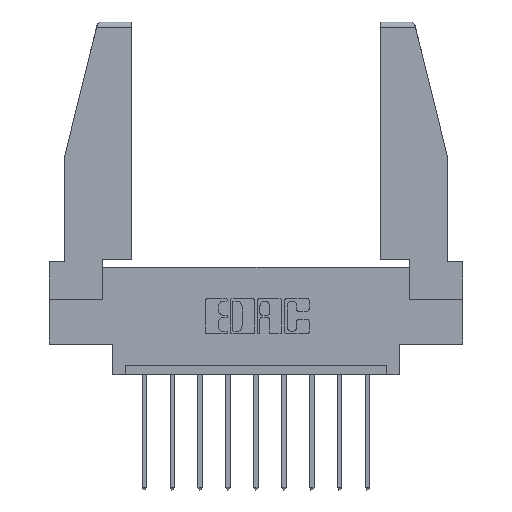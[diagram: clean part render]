
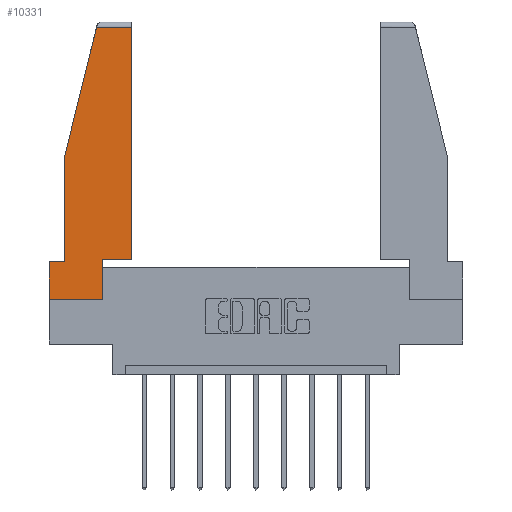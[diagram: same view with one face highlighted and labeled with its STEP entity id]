
A CAD part, top view. The second image highlights one B-rep face of the part: STEP entity #10331.
In plain terms, the highlighted planar face has unit normal (0, 0, 1).
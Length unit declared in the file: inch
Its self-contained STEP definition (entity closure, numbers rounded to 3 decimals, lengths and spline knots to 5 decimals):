
#150 = EDGE_CURVE ( 'NONE', #6421, #2694, #11126, .T. ) ;
#731 = LINE ( 'NONE', #8159, #1895 ) ;
#778 = DIRECTION ( 'NONE',  ( -1., 0., 0. ) ) ;
#1328 = DIRECTION ( 'NONE',  ( 1., 0., 0. ) ) ;
#1426 = CARTESIAN_POINT ( 'NONE',  ( 0.461, 0.223, 0. ) ) ;
#1636 = CARTESIAN_POINT ( 'NONE',  ( 0.086, 0.8, 0. ) ) ;
#1672 = VERTEX_POINT ( 'NONE', #10994 ) ;
#1895 = VECTOR ( 'NONE', #778, 39.37008 ) ;
#1904 = EDGE_CURVE ( 'NONE', #7077, #12996, #2270, .T. ) ;
#2245 = AXIS2_PLACEMENT_3D ( 'NONE', #13335, #3956, #9159 ) ;
#2270 = LINE ( 'NONE', #5293, #4749 ) ;
#2481 = ORIENTED_EDGE ( 'NONE', *, *, #7496, .T. ) ;
#2551 = VERTEX_POINT ( 'NONE', #12401 ) ;
#2642 = ORIENTED_EDGE ( 'NONE', *, *, #150, .T. ) ;
#2694 = VERTEX_POINT ( 'NONE', #8597 ) ;
#2794 = VECTOR ( 'NONE', #13096, 39.37008 ) ;
#2820 = EDGE_CURVE ( 'NONE', #2694, #7077, #4175, .T. ) ;
#2844 = ORIENTED_EDGE ( 'NONE', *, *, #1904, .T. ) ;
#2908 = ORIENTED_EDGE ( 'NONE', *, *, #10296, .T. ) ;
#3096 = LINE ( 'NONE', #3997, #10293 ) ;
#3612 = VECTOR ( 'NONE', #6045, 39.37008 ) ;
#3789 = EDGE_CURVE ( 'NONE', #2551, #5837, #12830, .T. ) ;
#3956 = DIRECTION ( 'NONE',  ( 0., 0., 1. ) ) ;
#3965 = ORIENTED_EDGE ( 'NONE', *, *, #3789, .T. ) ;
#3997 = CARTESIAN_POINT ( 'NONE',  ( 0.297, 0., 0. ) ) ;
#4175 = LINE ( 'NONE', #1636, #10540 ) ;
#4399 = DIRECTION ( 'NONE',  ( 1., 0., 0. ) ) ;
#4749 = VECTOR ( 'NONE', #7212, 39.37008 ) ;
#4901 = VECTOR ( 'NONE', #4399, 39.37008 ) ;
#4921 = LINE ( 'NONE', #8062, #7355 ) ;
#5002 = PLANE ( 'NONE',  #2245 ) ;
#5293 = CARTESIAN_POINT ( 'NONE',  ( 0., 0.21, 0. ) ) ;
#5537 = LINE ( 'NONE', #12891, #4901 ) ;
#5837 = VERTEX_POINT ( 'NONE', #1426 ) ;
#6045 = DIRECTION ( 'NONE',  ( 0., -1., 0. ) ) ;
#6160 = EDGE_CURVE ( 'NONE', #1672, #2551, #3096, .T. ) ;
#6421 = VERTEX_POINT ( 'NONE', #10871 ) ;
#6520 = CARTESIAN_POINT ( 'NONE',  ( 0., 0., 0. ) ) ;
#6559 = CARTESIAN_POINT ( 'NONE',  ( 0.297, 0.223, 0. ) ) ;
#6603 = VECTOR ( 'NONE', #1328, 39.37008 ) ;
#6721 = DIRECTION ( 'NONE',  ( 0., -1., 0. ) ) ;
#7077 = VERTEX_POINT ( 'NONE', #7674 ) ;
#7212 = DIRECTION ( 'NONE',  ( -1., 0., 0. ) ) ;
#7355 = VECTOR ( 'NONE', #8196, 39.37008 ) ;
#7472 = ORIENTED_EDGE ( 'NONE', *, *, #11072, .T. ) ;
#7496 = EDGE_CURVE ( 'NONE', #8417, #6421, #731, .T. ) ;
#7674 = CARTESIAN_POINT ( 'NONE',  ( 0.086, 0.21, 0. ) ) ;
#8062 = CARTESIAN_POINT ( 'NONE',  ( 0.461, 0.223, 0. ) ) ;
#8159 = CARTESIAN_POINT ( 'NONE',  ( 0., 1.52, 0. ) ) ;
#8196 = DIRECTION ( 'NONE',  ( 0., 1., 0. ) ) ;
#8417 = VERTEX_POINT ( 'NONE', #13025 ) ;
#8597 = CARTESIAN_POINT ( 'NONE',  ( 0.086, 0.8, 0. ) ) ;
#8672 = FACE_OUTER_BOUND ( 'NONE', #9375, .T. ) ;
#9159 = DIRECTION ( 'NONE',  ( 1., 0., 0. ) ) ;
#9335 = ORIENTED_EDGE ( 'NONE', *, *, #6160, .T. ) ;
#9375 = EDGE_LOOP ( 'NONE', ( #11495, #2481, #2642, #10926, #2844, #2908, #7472, #9335, #3965 ) ) ;
#10293 = VECTOR ( 'NONE', #13287, 39.37008 ) ;
#10296 = EDGE_CURVE ( 'NONE', #12996, #11809, #12944, .T. ) ;
#10331 = ADVANCED_FACE ( 'NONE', ( #8672 ), #5002, .T. ) ;
#10378 = EDGE_CURVE ( 'NONE', #5837, #8417, #4921, .T. ) ;
#10540 = VECTOR ( 'NONE', #6721, 39.37008 ) ;
#10871 = CARTESIAN_POINT ( 'NONE',  ( 0.2636, 1.52, 0. ) ) ;
#10872 = CARTESIAN_POINT ( 'NONE',  ( 0.271, 1.55, 0. ) ) ;
#10926 = ORIENTED_EDGE ( 'NONE', *, *, #2820, .T. ) ;
#10994 = CARTESIAN_POINT ( 'NONE',  ( 0.297, 0., 0. ) ) ;
#11072 = EDGE_CURVE ( 'NONE', #11809, #1672, #5537, .T. ) ;
#11120 = CARTESIAN_POINT ( 'NONE',  ( 0., 0.21, 0. ) ) ;
#11126 = LINE ( 'NONE', #10872, #2794 ) ;
#11495 = ORIENTED_EDGE ( 'NONE', *, *, #10378, .T. ) ;
#11809 = VERTEX_POINT ( 'NONE', #6520 ) ;
#12401 = CARTESIAN_POINT ( 'NONE',  ( 0.297, 0.223, 0. ) ) ;
#12830 = LINE ( 'NONE', #6559, #6603 ) ;
#12891 = CARTESIAN_POINT ( 'NONE',  ( 0., 0., 0. ) ) ;
#12944 = LINE ( 'NONE', #11120, #3612 ) ;
#12954 = CARTESIAN_POINT ( 'NONE',  ( 0., 0.21, 0. ) ) ;
#12996 = VERTEX_POINT ( 'NONE', #12954 ) ;
#13025 = CARTESIAN_POINT ( 'NONE',  ( 0.461, 1.52, 0. ) ) ;
#13096 = DIRECTION ( 'NONE',  ( -0.239, -0.971, 0. ) ) ;
#13287 = DIRECTION ( 'NONE',  ( 0., 1., 0. ) ) ;
#13335 = CARTESIAN_POINT ( 'NONE',  ( 0., 0., 0. ) ) ;
